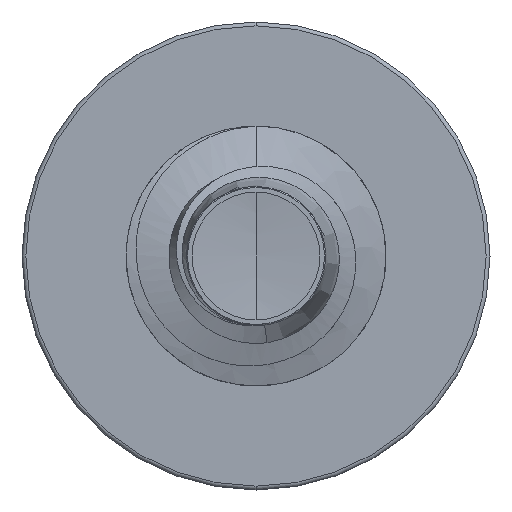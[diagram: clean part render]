
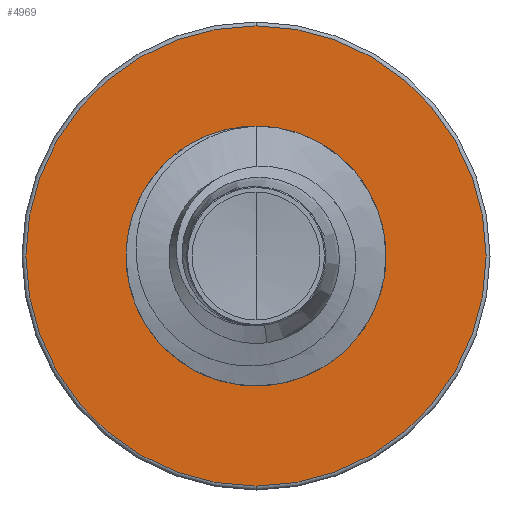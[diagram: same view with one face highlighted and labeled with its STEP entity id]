
A CAD part, front view. The second image highlights one B-rep face of the part: STEP entity #4969.
In plain terms, the highlighted planar face has unit normal (0, -1, 0).
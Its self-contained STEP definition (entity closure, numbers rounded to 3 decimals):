
#31 = ORIENTED_EDGE ( 'NONE', *, *, #11393, .F. ) ;
#667 = CIRCLE ( 'NONE', #9382, 2.842 ) ;
#2150 = CARTESIAN_POINT ( 'NONE',  ( 0., 8., -2.842 ) ) ;
#2493 = VERTEX_POINT ( 'NONE', #8069 ) ;
#3295 = ORIENTED_EDGE ( 'NONE', *, *, #5724, .T. ) ;
#3876 = CIRCLE ( 'NONE', #8254, 5.31 ) ;
#4098 = ORIENTED_EDGE ( 'NONE', *, *, #10035, .F. ) ;
#4254 = CARTESIAN_POINT ( 'NONE',  ( 0., 8., 0. ) ) ;
#4539 = DIRECTION ( 'NONE',  ( 0., 1., 0. ) ) ;
#4918 = FACE_BOUND ( 'NONE', #7129, .T. ) ;
#4969 = ADVANCED_FACE ( 'NONE', ( #7327, #4918 ), #9468, .F. ) ;
#5337 = DIRECTION ( 'NONE',  ( 0., 0., 1. ) ) ;
#5505 = VERTEX_POINT ( 'NONE', #6256 ) ;
#5513 = DIRECTION ( 'NONE',  ( 0., 1., 0. ) ) ;
#5724 = EDGE_CURVE ( 'NONE', #10262, #5505, #667, .T. ) ;
#6256 = CARTESIAN_POINT ( 'NONE',  ( 0., 8., 2.842 ) ) ;
#6283 = VERTEX_POINT ( 'NONE', #7617 ) ;
#6298 = CARTESIAN_POINT ( 'NONE',  ( 0., 8., 0. ) ) ;
#6419 = DIRECTION ( 'NONE',  ( 0., 0., 1. ) ) ;
#6541 = AXIS2_PLACEMENT_3D ( 'NONE', #9491, #9520, #9529 ) ;
#6828 = CIRCLE ( 'NONE', #6869, 5.31 ) ;
#6869 = AXIS2_PLACEMENT_3D ( 'NONE', #4254, #10320, #5337 ) ;
#7129 = EDGE_LOOP ( 'NONE', ( #8298, #3295 ) ) ;
#7327 = FACE_OUTER_BOUND ( 'NONE', #9838, .T. ) ;
#7617 = CARTESIAN_POINT ( 'NONE',  ( 0., 8., -5.31 ) ) ;
#8069 = CARTESIAN_POINT ( 'NONE',  ( 0., 8., 5.31 ) ) ;
#8254 = AXIS2_PLACEMENT_3D ( 'NONE', #10418, #5513, #10974 ) ;
#8298 = ORIENTED_EDGE ( 'NONE', *, *, #11664, .T. ) ;
#9145 = DIRECTION ( 'NONE',  ( 0., 1., 0. ) ) ;
#9382 = AXIS2_PLACEMENT_3D ( 'NONE', #6298, #9145, #6419 ) ;
#9468 = PLANE ( 'NONE',  #6541 ) ;
#9491 = CARTESIAN_POINT ( 'NONE',  ( 0., 8., -2.842 ) ) ;
#9520 = DIRECTION ( 'NONE',  ( 0., 1., 0. ) ) ;
#9529 = DIRECTION ( 'NONE',  ( 0., 0., 1. ) ) ;
#9838 = EDGE_LOOP ( 'NONE', ( #31, #4098 ) ) ;
#9886 = CARTESIAN_POINT ( 'NONE',  ( 0., 8., 0. ) ) ;
#10035 = EDGE_CURVE ( 'NONE', #6283, #2493, #6828, .T. ) ;
#10262 = VERTEX_POINT ( 'NONE', #2150 ) ;
#10320 = DIRECTION ( 'NONE',  ( 0., 1., 0. ) ) ;
#10418 = CARTESIAN_POINT ( 'NONE',  ( 0., 8., 0. ) ) ;
#10469 = DIRECTION ( 'NONE',  ( 0., 0., 1. ) ) ;
#10496 = CIRCLE ( 'NONE', #10533, 2.842 ) ;
#10533 = AXIS2_PLACEMENT_3D ( 'NONE', #9886, #4539, #10469 ) ;
#10974 = DIRECTION ( 'NONE',  ( 0., 0., 1. ) ) ;
#11393 = EDGE_CURVE ( 'NONE', #2493, #6283, #3876, .T. ) ;
#11664 = EDGE_CURVE ( 'NONE', #5505, #10262, #10496, .T. ) ;
